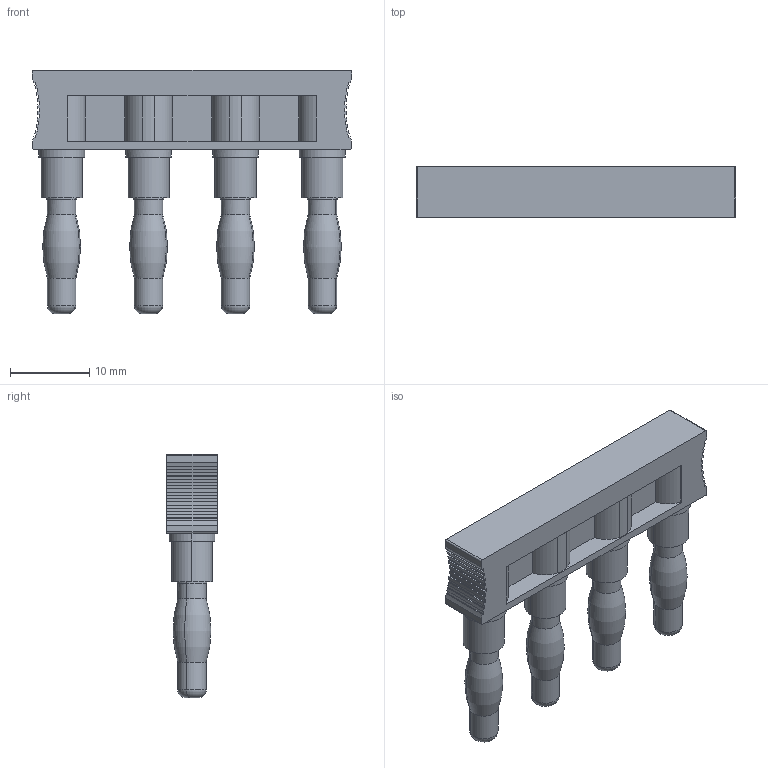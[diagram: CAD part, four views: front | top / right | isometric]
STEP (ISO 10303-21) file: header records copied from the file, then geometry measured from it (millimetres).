
FILE_DESCRIPTION(('CATIA V5 STEP Exchange','CAx-IF Rec.Pracs.--- Model Styling and Organization---1.4--- 2014-01-23'),'2;1');
FILE_NAME ('D1463480_0', '2020-07-27T09:18:40+00:00', ('none'), ('Weidmueller'), 'CATIA Version 5-6 Release 2016 SP3 HF44', 'CATIA V5 STEP AP214', 'none');
FILE_SCHEMA(('AUTOMOTIVE_DESIGN { 1 0 10303 214 1 1 1 1 }'));
Length unit declared in the file: millimetre
Products named in the file (1): 2615260000
Bounding box: 40.4 x 6.4 x 30.8 mm (x, y, z)
Volume: 3363 mm3; surface area: 5078.1 mm2
Topology: 6 solids, 6 shells, 396 faces, 996 edges, 648 vertices
Faces by surface type: cylinder 192, plane 148, cone 32, torus 24
Entity records: 12282 total; most frequent: CARTESIAN_POINT 2958, ORIENTED_EDGE 1976, DIRECTION 1691, EDGE_CURVE 988, AXIS2_PLACEMENT_3D 840, VERTEX_POINT 648, VECTOR 464, LINE 464
